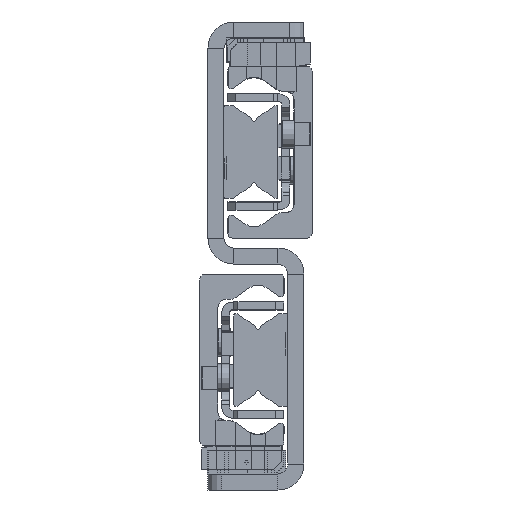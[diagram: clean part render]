
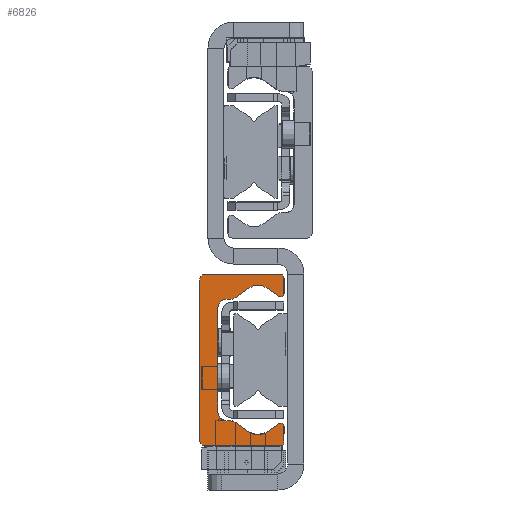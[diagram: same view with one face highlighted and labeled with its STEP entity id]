
A CAD part, left-side view. The second image highlights one B-rep face of the part: STEP entity #6826.
In plain terms, the highlighted planar face has unit normal (-1, 0, 0).
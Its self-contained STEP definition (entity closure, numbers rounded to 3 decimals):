
#5564=CARTESIAN_POINT('',(0.0,6.,-13.2));
#5565=VERTEX_POINT('',#5564);
#5572=CARTESIAN_POINT('',(0.0,4.,-15.2));
#5573=VERTEX_POINT('',#5572);
#5574=CARTESIAN_POINT('',(0.0,4.,-13.2));
#5575=DIRECTION('',(-1.0,0.0,0.0));
#5576=DIRECTION('',(0.0,0.0,1.0));
#5577=AXIS2_PLACEMENT_3D('',#5574,#5575,#5576);
#5578=CIRCLE('',#5577,2.);
#5579=EDGE_CURVE('',#5565,#5573,#5578,.T.);
#5628=CARTESIAN_POINT('',(0.0,2.869,-15.2));
#5629=VERTEX_POINT('',#5628);
#5630=CARTESIAN_POINT('',(0.0,4.,-15.2));
#5631=DIRECTION('',(0.0,-1.0,0.0));
#5632=VECTOR('',#5631,1.131);
#5633=LINE('',#5630,#5632);
#5634=EDGE_CURVE('',#5573,#5629,#5633,.T.);
#5677=CARTESIAN_POINT('',(0.0,1.722,-15.562));
#5678=VERTEX_POINT('',#5677);
#5679=CARTESIAN_POINT('',(0.0,2.869,-17.2));
#5680=DIRECTION('',(1.0,0.0,0.0));
#5681=DIRECTION('',(0.0,0.0,1.0));
#5682=AXIS2_PLACEMENT_3D('',#5679,#5680,#5681);
#5683=CIRCLE('',#5682,2.0);
#5684=EDGE_CURVE('',#5629,#5678,#5683,.T.);
#5883=CARTESIAN_POINT('',(0.0,10.5,20.25));
#5884=VERTEX_POINT('',#5883);
#5891=CARTESIAN_POINT('',(0.0,9.25,21.5));
#5892=VERTEX_POINT('',#5891);
#5893=CARTESIAN_POINT('',(0.0,9.25,20.25));
#5894=DIRECTION('',(1.0,0.0,0.0));
#5895=DIRECTION('',(0.0,1.0,0.0));
#5896=AXIS2_PLACEMENT_3D('',#5893,#5894,#5895);
#5897=CIRCLE('',#5896,1.25);
#5898=EDGE_CURVE('',#5884,#5892,#5897,.T.);
#5922=CARTESIAN_POINT('',(0.0,10.5,-20.25));
#5923=VERTEX_POINT('',#5922);
#5930=CARTESIAN_POINT('',(0.0,10.5,-20.25));
#5931=DIRECTION('',(0.0,0.0,1.0));
#5932=VECTOR('',#5931,40.5);
#5933=LINE('',#5930,#5932);
#5934=EDGE_CURVE('',#5923,#5884,#5933,.T.);
#6026=CARTESIAN_POINT('',(0.0,9.25,-21.5));
#6027=VERTEX_POINT('',#6026);
#6034=CARTESIAN_POINT('',(0.0,9.25,-20.25));
#6035=DIRECTION('',(1.0,0.0,0.0));
#6036=DIRECTION('',(0.0,0.0,-1.0));
#6037=AXIS2_PLACEMENT_3D('',#6034,#6035,#6036);
#6038=CIRCLE('',#6037,1.25);
#6039=EDGE_CURVE('',#6027,#5923,#6038,.T.);
#6058=CARTESIAN_POINT('',(0.0,-9.5,-21.5));
#6059=VERTEX_POINT('',#6058);
#6066=CARTESIAN_POINT('',(0.0,-9.5,-21.5));
#6067=DIRECTION('',(0.0,1.0,0.0));
#6068=VECTOR('',#6067,18.75);
#6069=LINE('',#6066,#6068);
#6070=EDGE_CURVE('',#6059,#6027,#6069,.T.);
#6102=CARTESIAN_POINT('',(0.0,-10.5,-20.5));
#6103=VERTEX_POINT('',#6102);
#6110=CARTESIAN_POINT('',(0.0,-9.5,-20.5));
#6111=DIRECTION('',(1.0,0.0,0.0));
#6112=DIRECTION('',(0.0,-1.0,0.0));
#6113=AXIS2_PLACEMENT_3D('',#6110,#6111,#6112);
#6114=CIRCLE('',#6113,1.);
#6115=EDGE_CURVE('',#6103,#6059,#6114,.T.);
#6134=CARTESIAN_POINT('',(0.0,-10.5,-16.65));
#6135=VERTEX_POINT('',#6134);
#6142=CARTESIAN_POINT('',(0.0,-10.5,-16.65));
#6143=DIRECTION('',(0.0,0.0,-1.0));
#6144=VECTOR('',#6143,3.85);
#6145=LINE('',#6142,#6144);
#6146=EDGE_CURVE('',#6135,#6103,#6145,.T.);
#6166=CARTESIAN_POINT('',(0.0,-9.162,-15.954));
#6167=VERTEX_POINT('',#6166);
#6174=CARTESIAN_POINT('',(0.0,-9.65,-16.65));
#6175=DIRECTION('',(1.0,0.0,0.0));
#6176=DIRECTION('',(0.0,0.574,0.819));
#6177=AXIS2_PLACEMENT_3D('',#6174,#6175,#6176);
#6178=CIRCLE('',#6177,0.85);
#6179=EDGE_CURVE('',#6167,#6135,#6178,.T.);
#6198=CARTESIAN_POINT('',(0.0,-6.294,-17.962));
#6199=VERTEX_POINT('',#6198);
#6206=CARTESIAN_POINT('',(0.0,-6.294,-17.962));
#6207=DIRECTION('',(0.0,-0.819,0.574));
#6208=VECTOR('',#6207,3.501);
#6209=LINE('',#6206,#6208);
#6210=EDGE_CURVE('',#6199,#6167,#6209,.T.);
#6230=CARTESIAN_POINT('',(0.0,-1.706,-17.962));
#6231=VERTEX_POINT('',#6230);
#6238=CARTESIAN_POINT('',(0.0,-4.,-14.685));
#6239=DIRECTION('',(-1.0,0.0,0.0));
#6240=DIRECTION('',(0.0,0.574,0.819));
#6241=AXIS2_PLACEMENT_3D('',#6238,#6239,#6240);
#6242=CIRCLE('',#6241,4.0);
#6243=EDGE_CURVE('',#6231,#6199,#6242,.T.);
#6269=CARTESIAN_POINT('',(0.0,1.722,-15.562));
#6270=DIRECTION('',(0.0,-0.819,-0.574));
#6271=VECTOR('',#6270,4.185);
#6272=LINE('',#6269,#6271);
#6273=EDGE_CURVE('',#5678,#6231,#6272,.T.);
#6328=CARTESIAN_POINT('',(0.0,6.,-10.75));
#6329=VERTEX_POINT('',#6328);
#6336=CARTESIAN_POINT('',(0.0,6.,-10.75));
#6337=DIRECTION('',(0.0,0.0,-1.0));
#6338=VECTOR('',#6337,2.45);
#6339=LINE('',#6336,#6338);
#6340=EDGE_CURVE('',#6329,#5565,#6339,.T.);
#6360=CARTESIAN_POINT('',(0.0,6.,-10.25));
#6361=VERTEX_POINT('',#6360);
#6368=CARTESIAN_POINT('',(0.0,6.,-10.5));
#6369=DIRECTION('',(-1.0,0.0,0.0));
#6370=DIRECTION('',(0.0,0.0,1.0));
#6371=AXIS2_PLACEMENT_3D('',#6368,#6369,#6370);
#6372=CIRCLE('',#6371,0.25);
#6373=EDGE_CURVE('',#6361,#6329,#6372,.T.);
#6392=CARTESIAN_POINT('',(0.0,6.,13.2));
#6393=VERTEX_POINT('',#6392);
#6400=CARTESIAN_POINT('',(0.0,6.,13.2));
#6401=DIRECTION('',(0.0,0.0,-1.0));
#6402=VECTOR('',#6401,23.45);
#6403=LINE('',#6400,#6402);
#6404=EDGE_CURVE('',#6393,#6361,#6403,.T.);
#6496=CARTESIAN_POINT('',(0.0,4.,15.2));
#6497=VERTEX_POINT('',#6496);
#6504=CARTESIAN_POINT('',(0.0,4.,13.2));
#6505=DIRECTION('',(-1.0,0.0,0.0));
#6506=DIRECTION('',(0.0,-1.0,0.0));
#6507=AXIS2_PLACEMENT_3D('',#6504,#6505,#6506);
#6508=CIRCLE('',#6507,2.);
#6509=EDGE_CURVE('',#6497,#6393,#6508,.T.);
#6528=CARTESIAN_POINT('',(0.0,2.869,15.2));
#6529=VERTEX_POINT('',#6528);
#6536=CARTESIAN_POINT('',(0.0,2.869,15.2));
#6537=DIRECTION('',(0.0,1.0,0.0));
#6538=VECTOR('',#6537,1.131);
#6539=LINE('',#6536,#6538);
#6540=EDGE_CURVE('',#6529,#6497,#6539,.T.);
#6560=CARTESIAN_POINT('',(0.0,1.722,15.562));
#6561=VERTEX_POINT('',#6560);
#6568=CARTESIAN_POINT('',(0.0,2.869,17.2));
#6569=DIRECTION('',(1.0,0.0,0.0));
#6570=DIRECTION('',(0.0,-0.574,-0.819));
#6571=AXIS2_PLACEMENT_3D('',#6568,#6569,#6570);
#6572=CIRCLE('',#6571,2.0);
#6573=EDGE_CURVE('',#6561,#6529,#6572,.T.);
#6592=CARTESIAN_POINT('',(0.0,-1.706,17.962));
#6593=VERTEX_POINT('',#6592);
#6600=CARTESIAN_POINT('',(0.0,-1.706,17.962));
#6601=DIRECTION('',(0.0,0.819,-0.574));
#6602=VECTOR('',#6601,4.185);
#6603=LINE('',#6600,#6602);
#6604=EDGE_CURVE('',#6593,#6561,#6603,.T.);
#6624=CARTESIAN_POINT('',(0.0,-6.294,17.962));
#6625=VERTEX_POINT('',#6624);
#6632=CARTESIAN_POINT('',(0.0,-4.,14.685));
#6633=DIRECTION('',(-1.0,0.0,0.0));
#6634=DIRECTION('',(0.0,-0.574,-0.819));
#6635=AXIS2_PLACEMENT_3D('',#6632,#6633,#6634);
#6636=CIRCLE('',#6635,4.0);
#6637=EDGE_CURVE('',#6625,#6593,#6636,.T.);
#6656=CARTESIAN_POINT('',(0.0,-9.162,15.954));
#6657=VERTEX_POINT('',#6656);
#6664=CARTESIAN_POINT('',(0.0,-9.162,15.954));
#6665=DIRECTION('',(0.0,0.819,0.574));
#6666=VECTOR('',#6665,3.501);
#6667=LINE('',#6664,#6666);
#6668=EDGE_CURVE('',#6657,#6625,#6667,.T.);
#6688=CARTESIAN_POINT('',(0.0,-10.5,16.65));
#6689=VERTEX_POINT('',#6688);
#6696=CARTESIAN_POINT('',(0.0,-9.65,16.65));
#6697=DIRECTION('',(1.0,0.0,0.0));
#6698=DIRECTION('',(0.0,-1.0,0.0));
#6699=AXIS2_PLACEMENT_3D('',#6696,#6697,#6698);
#6700=CIRCLE('',#6699,0.85);
#6701=EDGE_CURVE('',#6689,#6657,#6700,.T.);
#6720=CARTESIAN_POINT('',(0.0,-10.5,20.5));
#6721=VERTEX_POINT('',#6720);
#6728=CARTESIAN_POINT('',(0.0,-10.5,20.5));
#6729=DIRECTION('',(0.0,0.0,-1.0));
#6730=VECTOR('',#6729,3.85);
#6731=LINE('',#6728,#6730);
#6732=EDGE_CURVE('',#6721,#6689,#6731,.T.);
#6752=CARTESIAN_POINT('',(0.0,-9.5,21.5));
#6753=VERTEX_POINT('',#6752);
#6760=CARTESIAN_POINT('',(0.0,-9.5,20.5));
#6761=DIRECTION('',(1.0,0.0,0.0));
#6762=DIRECTION('',(0.0,0.0,1.0));
#6763=AXIS2_PLACEMENT_3D('',#6760,#6761,#6762);
#6764=CIRCLE('',#6763,1.);
#6765=EDGE_CURVE('',#6753,#6721,#6764,.T.);
#6783=CARTESIAN_POINT('',(0.0,9.25,21.5));
#6784=DIRECTION('',(0.0,-1.0,0.0));
#6785=VECTOR('',#6784,18.75);
#6786=LINE('',#6783,#6785);
#6787=EDGE_CURVE('',#5892,#6753,#6786,.T.);
#6793=CARTESIAN_POINT('',(0.0,2.66,-0.019));
#6794=DIRECTION('',(1.0,0.0,0.0));
#6795=DIRECTION('',(0.0,0.0,-1.0));
#6796=AXIS2_PLACEMENT_3D('',#6793,#6794,#6795);
#6797=PLANE('',#6796);
#6798=ORIENTED_EDGE('',*,*,#6787,.F.);
#6799=ORIENTED_EDGE('',*,*,#5898,.F.);
#6800=ORIENTED_EDGE('',*,*,#5934,.F.);
#6801=ORIENTED_EDGE('',*,*,#6039,.F.);
#6802=ORIENTED_EDGE('',*,*,#6070,.F.);
#6803=ORIENTED_EDGE('',*,*,#6115,.F.);
#6804=ORIENTED_EDGE('',*,*,#6146,.F.);
#6805=ORIENTED_EDGE('',*,*,#6179,.F.);
#6806=ORIENTED_EDGE('',*,*,#6210,.F.);
#6807=ORIENTED_EDGE('',*,*,#6243,.F.);
#6808=ORIENTED_EDGE('',*,*,#6273,.F.);
#6809=ORIENTED_EDGE('',*,*,#5684,.F.);
#6810=ORIENTED_EDGE('',*,*,#5634,.F.);
#6811=ORIENTED_EDGE('',*,*,#5579,.F.);
#6812=ORIENTED_EDGE('',*,*,#6340,.F.);
#6813=ORIENTED_EDGE('',*,*,#6373,.F.);
#6814=ORIENTED_EDGE('',*,*,#6404,.F.);
#6815=ORIENTED_EDGE('',*,*,#6509,.F.);
#6816=ORIENTED_EDGE('',*,*,#6540,.F.);
#6817=ORIENTED_EDGE('',*,*,#6573,.F.);
#6818=ORIENTED_EDGE('',*,*,#6604,.F.);
#6819=ORIENTED_EDGE('',*,*,#6637,.F.);
#6820=ORIENTED_EDGE('',*,*,#6668,.F.);
#6821=ORIENTED_EDGE('',*,*,#6701,.F.);
#6822=ORIENTED_EDGE('',*,*,#6732,.F.);
#6823=ORIENTED_EDGE('',*,*,#6765,.F.);
#6824=EDGE_LOOP('',(#6798,#6799,#6800,#6801,#6802,#6803,#6804,#6805,#6806,#6807,#6808,#6809,#6810,#6811,#6812,#6813,#6814,#6815,#6816,#6817,#6818,#6819,#6820,#6821,#6822,#6823));
#6825=FACE_OUTER_BOUND('',#6824,.T.);
#6826=ADVANCED_FACE('',(#6825),#6797,.F.);
